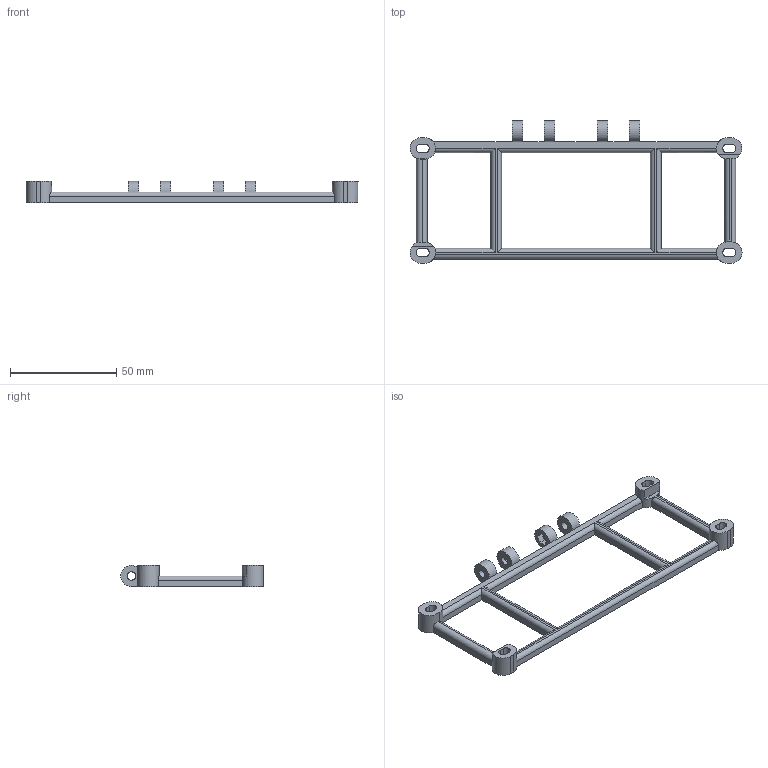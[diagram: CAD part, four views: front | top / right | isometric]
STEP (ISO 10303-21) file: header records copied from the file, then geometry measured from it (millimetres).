
FILE_DESCRIPTION(('FreeCAD Model'),'2;1');
FILE_NAME( 'lcd-holder.stp', '2014-11-18T20:55:36',('FreeCAD'),('FreeCAD'), 'Open CASCADE STEP processor 6.7','FreeCAD','Unknown');
FILE_SCHEMA(('AUTOMOTIVE_DESIGN_CC2 { 1 2 10303 214 -1 1 5 4 }'));
Length unit declared in the file: millimetre
Products named in the file (1): lcd-holder-final
Bounding box: 156 x 67 x 10 mm (x, y, z)
Volume: 14212.3 mm3; surface area: 11918.7 mm2
Topology: 1 solids, 1 shells, 141 faces, 401 edges, 262 vertices
Faces by surface type: plane 102, cylinder 39
Full cylindrical faces by diameter (mm): 4 x4
Entity records: 11959 total; most frequent: CARTESIAN_POINT 4297, DIRECTION 1313, LINE 869, VECTOR 869, ORIENTED_EDGE 802, PCURVE 802, DEFINITIONAL_REPRESENTATION 802, EDGE_CURVE 401
